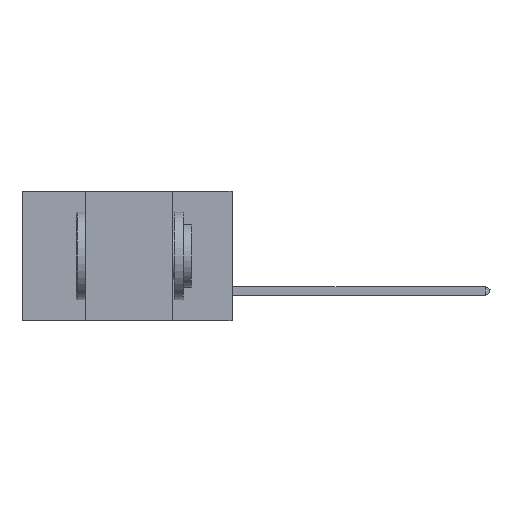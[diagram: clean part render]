
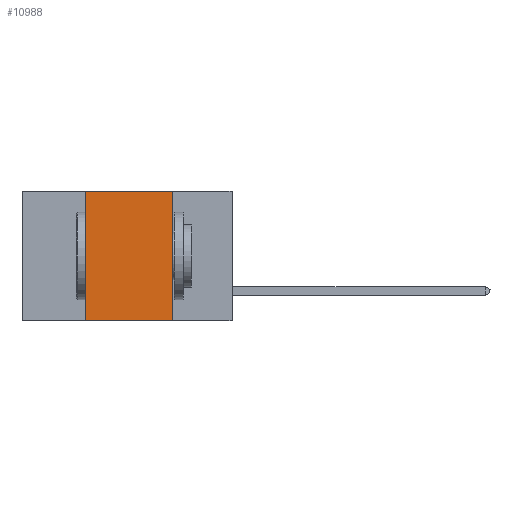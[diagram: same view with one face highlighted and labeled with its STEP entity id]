
A CAD part, left-side view. The second image highlights one B-rep face of the part: STEP entity #10988.
In plain terms, the highlighted planar face has unit normal (-1, 0, 0).
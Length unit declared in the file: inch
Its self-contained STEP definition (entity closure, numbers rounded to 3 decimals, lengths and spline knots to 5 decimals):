
#46 = CARTESIAN_POINT ( 'NONE',  ( 0., 0.6, -0.37 ) ) ;
#485 = LINE ( 'NONE', #46, #7143 ) ;
#714 = ORIENTED_EDGE ( 'NONE', *, *, #9631, .F. ) ;
#958 = LINE ( 'NONE', #1535, #10894 ) ;
#1535 = CARTESIAN_POINT ( 'NONE',  ( 0., 0.42, 0. ) ) ;
#1852 = EDGE_CURVE ( 'NONE', #7767, #9141, #958, .T. ) ;
#2126 = VECTOR ( 'NONE', #9241, 39.37008 ) ;
#2245 = ORIENTED_EDGE ( 'NONE', *, *, #4212, .F. ) ;
#2743 = DIRECTION ( 'NONE',  ( 1., 0., 0. ) ) ;
#3140 = CARTESIAN_POINT ( 'NONE',  ( 0., 0.42, 0. ) ) ;
#3605 = AXIS2_PLACEMENT_3D ( 'NONE', #7446, #2743, #11285 ) ;
#3903 = VECTOR ( 'NONE', #4665, 39.37008 ) ;
#4022 = DIRECTION ( 'NONE',  ( 0., -1., 0. ) ) ;
#4190 = VERTEX_POINT ( 'NONE', #4564 ) ;
#4212 = EDGE_CURVE ( 'NONE', #8617, #4190, #7104, .T. ) ;
#4533 = CARTESIAN_POINT ( 'NONE',  ( 0., 0.42, -0.37 ) ) ;
#4564 = CARTESIAN_POINT ( 'NONE',  ( 0., 0.17, -0.37 ) ) ;
#4665 = DIRECTION ( 'NONE',  ( 0., -1., 0. ) ) ;
#5156 = ORIENTED_EDGE ( 'NONE', *, *, #11462, .T. ) ;
#6424 = LINE ( 'NONE', #9415, #3903 ) ;
#6448 = CARTESIAN_POINT ( 'NONE',  ( 0., 0.17, 0. ) ) ;
#6582 = PLANE ( 'NONE',  #3605 ) ;
#7104 = LINE ( 'NONE', #6448, #2126 ) ;
#7143 = VECTOR ( 'NONE', #4022, 39.37008 ) ;
#7446 = CARTESIAN_POINT ( 'NONE',  ( 0., 0.6, 0. ) ) ;
#7767 = VERTEX_POINT ( 'NONE', #4533 ) ;
#8617 = VERTEX_POINT ( 'NONE', #9059 ) ;
#9059 = CARTESIAN_POINT ( 'NONE',  ( 0., 0.17, 0. ) ) ;
#9141 = VERTEX_POINT ( 'NONE', #3140 ) ;
#9241 = DIRECTION ( 'NONE',  ( 0., 0., -1. ) ) ;
#9415 = CARTESIAN_POINT ( 'NONE',  ( 0., 0.6, 0. ) ) ;
#9631 = EDGE_CURVE ( 'NONE', #9141, #8617, #6424, .T. ) ;
#10413 = EDGE_LOOP ( 'NONE', ( #2245, #714, #11103, #5156 ) ) ;
#10894 = VECTOR ( 'NONE', #12117, 39.37008 ) ;
#10988 = ADVANCED_FACE ( 'NONE', ( #11916 ), #6582, .F. ) ;
#11103 = ORIENTED_EDGE ( 'NONE', *, *, #1852, .F. ) ;
#11285 = DIRECTION ( 'NONE',  ( 0., 0., -1. ) ) ;
#11462 = EDGE_CURVE ( 'NONE', #7767, #4190, #485, .T. ) ;
#11916 = FACE_OUTER_BOUND ( 'NONE', #10413, .T. ) ;
#12117 = DIRECTION ( 'NONE',  ( 0., 0., 1. ) ) ;
